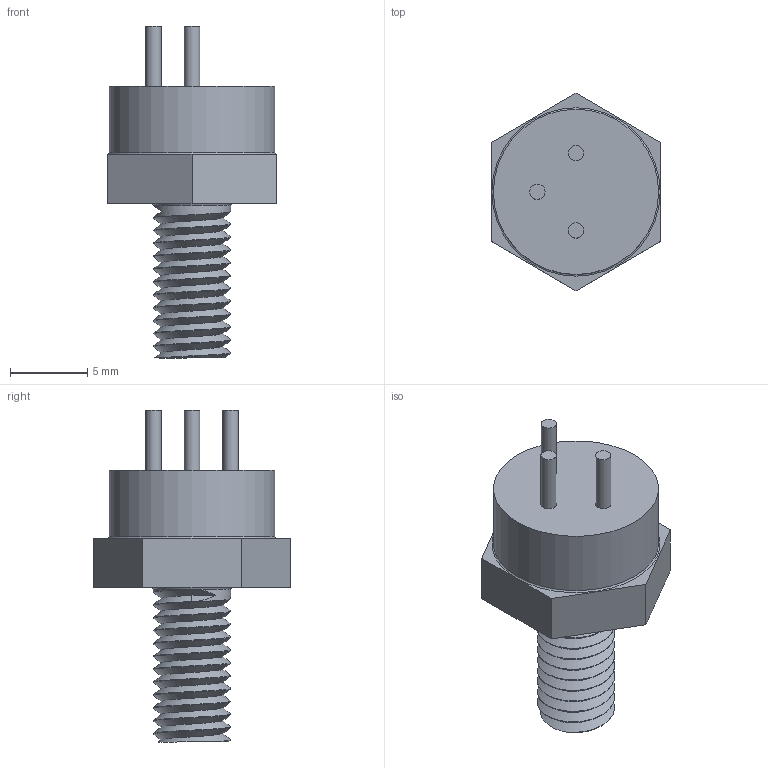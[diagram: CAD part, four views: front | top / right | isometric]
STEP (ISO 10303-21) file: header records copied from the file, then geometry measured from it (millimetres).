
FILE_DESCRIPTION(('STEP AP242'), '1');
FILE_NAME('2Ò904À', '', ('UNSPECIFIED'), ('UNSPECIFIED'), 'C3D Converter', 'C3D Toolkit', '');
FILE_SCHEMA(('AP242_MANAGED_MODEL_BASED_3D_ENGINEERING_MIM_LF { 1 0 10303 442 1 1 4 }'));
Length unit declared in the file: millimetre
Bounding box: 10.9 x 12.8 x 21.5 mm (x, y, z)
Volume: 902.6 mm3; surface area: 731.1 mm2
Topology: 1 solids, 1 shells, 33 faces, 74 edges, 48 vertices
Faces by surface type: plane 17, cylinder 12, torus 2, bspline 2
Full cylindrical faces by diameter (mm): 1 x3, 10.7 x1
Entity records: 6601 total; most frequent: CARTESIAN_POINT 5617, ORIENTED_EDGE 135, DIRECTION 125, EDGE_CURVE 68, AXIS2_PLACEMENT_3D 47, VERTEX_POINT 46, EDGE_LOOP 44, COLOUR_RGB 35
